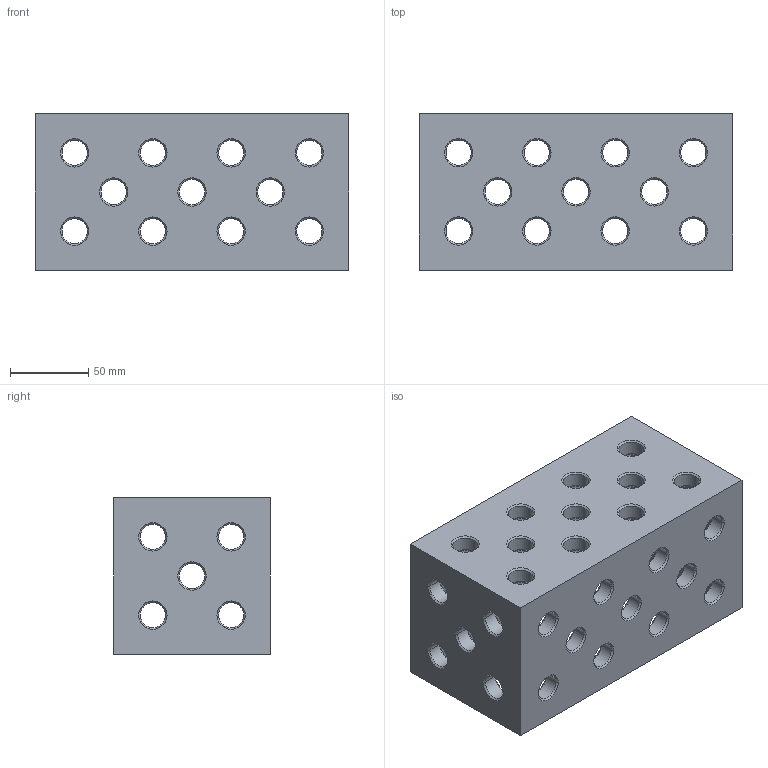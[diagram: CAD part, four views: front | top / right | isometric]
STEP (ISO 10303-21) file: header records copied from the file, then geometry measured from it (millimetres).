
FILE_DESCRIPTION(('STEP AP214'),'1');
FILE_NAME('160396.1.STP','2011-09-06T08:33:12',(' '),(' '),'Spatial InterOp 3D',' ',' ');
FILE_SCHEMA(('automotive_design'));
Length unit declared in the file: millimetre
Products named in the file (1): Quader
Bounding box: 200 x 100 x 100 mm (x, y, z)
Volume: 712288.1 mm3; surface area: 149416.4 mm2
Topology: 1 solids, 1 shells, 269 faces, 626 edges, 360 vertices
Faces by surface type: cone 172, cylinder 86, plane 11
Entity records: 9956 total; most frequent: DIRECTION 1510, CARTESIAN_POINT 1256, ORIENTED_EDGE 1252, EDGE_CURVE 626, AXIS2_PLACEMENT_3D 614, VERTEX_POINT 360, EDGE_LOOP 356, CIRCLE 344
